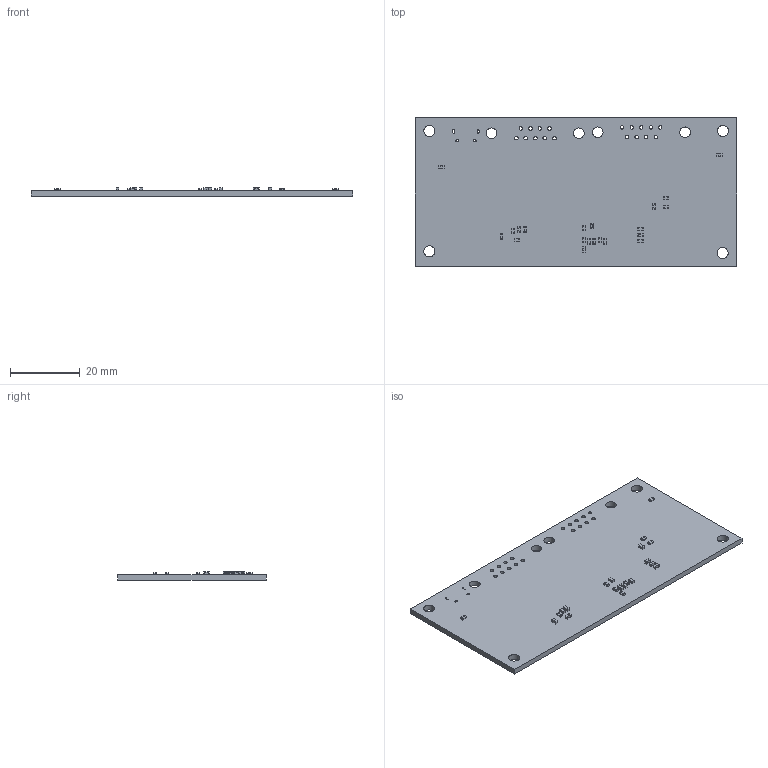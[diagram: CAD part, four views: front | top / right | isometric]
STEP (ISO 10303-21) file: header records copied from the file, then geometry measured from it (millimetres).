
FILE_DESCRIPTION(('FreeCAD Model'),'2;1');
FILE_NAME('pi-board.step', '2017-05-22T21:36:24',(''),(''),'Open CASCADE STEP processor 6.8', 'FreeCAD','Unknown');
FILE_SCHEMA(('AUTOMOTIVE_DESIGN_CC2 { 1 2 10303 214 -1 1 5 4 }'));
Length unit declared in the file: millimetre
Products named in the file (23): ASSEMBLY; C_0603_008; C_0603_010; C_0603_009; C_0603_007; C_0603_006; C_0603_004; C_0603_003; C_0603_005; R_0603_001; R_0603_; C_0603_; C_0603_001; Pcb; C_0603_002; C_0603_011; R_0603_008; R_0603_006; R_0603_003; R_0603_005; R_0603_004; R_0603_002; R_0603_007
Assembly tree (22 placements, depth 2):
  ASSEMBLY
    C_0603_008
    C_0603_010
    C_0603_009
    C_0603_007
    C_0603_006
    C_0603_004
    C_0603_003
    C_0603_005
    R_0603_001
    R_0603_
    C_0603_
    C_0603_001
    Pcb
    C_0603_002
    C_0603_011
    R_0603_008
    R_0603_006
    R_0603_003
    R_0603_005
    R_0603_004
    R_0603_002
    R_0603_007
Bounding box: 92 x 42.5 x 2.38 mm (x, y, z)
Volume: 6147.6 mm3; surface area: 8447.2 mm2
Topology: 22 solids, 22 shells, 644 faces, 1728 edges, 1152 vertices
Faces by surface type: plane 386, cylinder 258
Full cylindrical faces by diameter (mm): 1.02 x18, 3.05 x4, 3.2 x4
Entity records: 24848 total; most frequent: DIRECTION 3578, CARTESIAN_POINT 3547, ORIENTED_EDGE 3456, EDGE_CURVE 1728, LINE 1212, VECTOR 1212, AXIS2_PLACEMENT_3D 1183, VERTEX_POINT 1152
